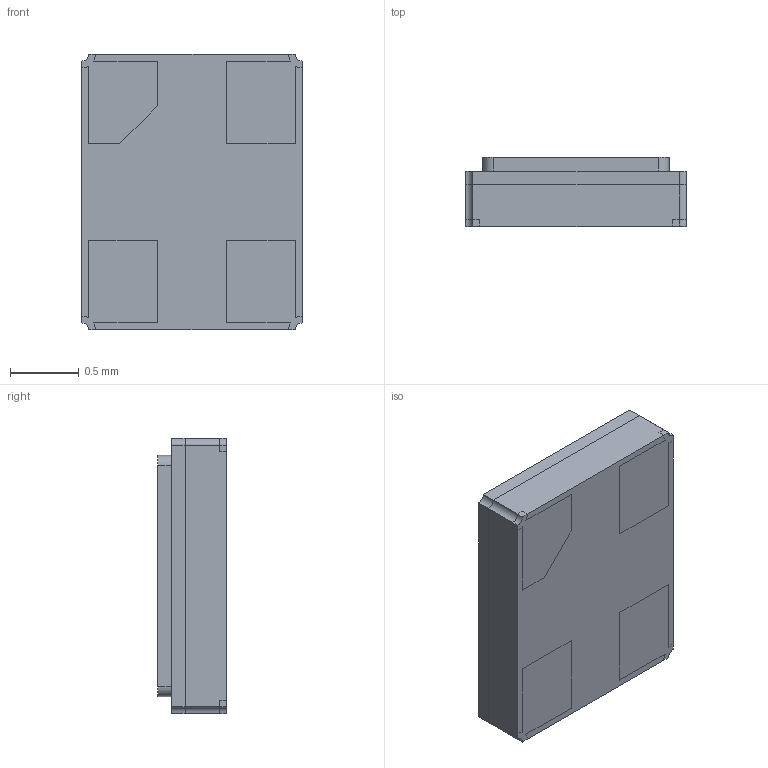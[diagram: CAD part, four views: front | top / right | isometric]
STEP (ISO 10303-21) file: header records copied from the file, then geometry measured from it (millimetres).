
FILE_DESCRIPTION (( 'STEP AP214' ), '1' );
FILE_NAME ('ECS-400-10-37B2-CKM-TR.STEP', '2024-07-12T11:10:25', ( '' ), ( '' ), 'SwSTEP 2.0', 'SolidWorks 2021', '' );
FILE_SCHEMA (( 'AUTOMOTIVE_DESIGN' ));
Length unit declared in the file: millimetre
Products named in the file (1): ECS-400-10-37B2-CKM-TR
Bounding box: 1.6 x 0.5 x 2 mm (x, y, z)
Volume: 1.5 mm3; surface area: 20.7 mm2
Topology: 7 solids, 7 shells, 121 faces, 318 edges, 212 vertices
Faces by surface type: plane 81, cylinder 40
Entity records: 3824 total; most frequent: CARTESIAN_POINT 652, DIRECTION 642, ORIENTED_EDGE 636, EDGE_CURVE 318, LINE 238, VECTOR 238, VERTEX_POINT 212, AXIS2_PLACEMENT_3D 202
